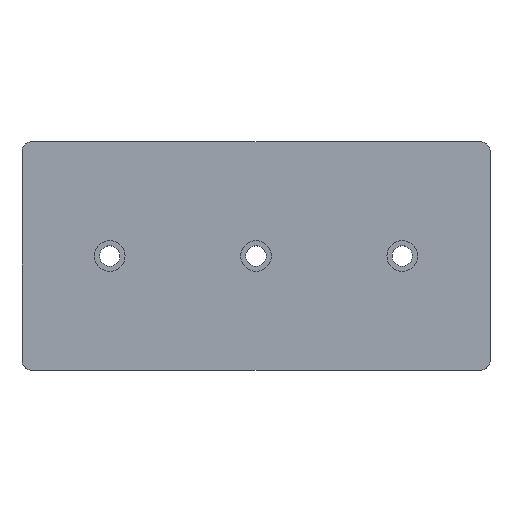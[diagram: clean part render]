
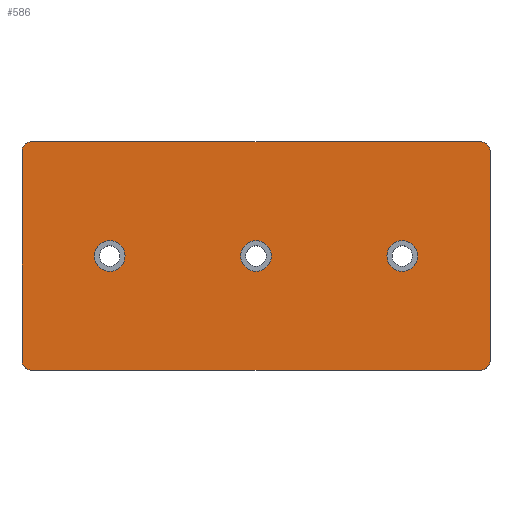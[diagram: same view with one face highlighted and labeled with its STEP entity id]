
A CAD part, top view. The second image highlights one B-rep face of the part: STEP entity #586.
In plain terms, the highlighted planar face has unit normal (0, 0, 1).
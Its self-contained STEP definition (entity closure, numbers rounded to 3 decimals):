
#18=FACE_BOUND('',#97,.T.);
#19=FACE_BOUND('',#98,.T.);
#20=FACE_BOUND('',#99,.T.);
#32=PLANE('',#655);
#58=FACE_OUTER_BOUND('',#96,.T.);
#96=EDGE_LOOP('',(#461,#462,#463,#464,#465,#466,#467,#468));
#97=EDGE_LOOP('',(#469));
#98=EDGE_LOOP('',(#470));
#99=EDGE_LOOP('',(#471));
#145=LINE('',#910,#200);
#149=LINE('',#922,#204);
#153=LINE('',#935,#208);
#166=LINE('',#963,#221);
#200=VECTOR('',#720,1000.);
#204=VECTOR('',#732,1000.);
#208=VECTOR('',#744,1000.);
#221=VECTOR('',#765,1000.);
#242=CIRCLE('',#637,1.5);
#244=CIRCLE('',#641,1.5);
#246=CIRCLE('',#645,1.5);
#248=CIRCLE('',#649,1.5);
#252=CIRCLE('',#656,2.625);
#253=CIRCLE('',#657,2.625);
#254=CIRCLE('',#658,2.625);
#269=VERTEX_POINT('',#880);
#270=VERTEX_POINT('',#882);
#282=VERTEX_POINT('',#908);
#284=VERTEX_POINT('',#914);
#286=VERTEX_POINT('',#920);
#288=VERTEX_POINT('',#926);
#291=VERTEX_POINT('',#933);
#302=VERTEX_POINT('',#958);
#306=VERTEX_POINT('',#974);
#307=VERTEX_POINT('',#976);
#308=VERTEX_POINT('',#978);
#323=EDGE_CURVE('',#270,#269,#242,.T.);
#337=EDGE_CURVE('',#269,#282,#145,.T.);
#340=EDGE_CURVE('',#282,#284,#244,.T.);
#343=EDGE_CURVE('',#284,#286,#149,.T.);
#346=EDGE_CURVE('',#286,#288,#246,.T.);
#349=EDGE_CURVE('',#288,#291,#153,.T.);
#362=EDGE_CURVE('',#291,#302,#248,.T.);
#364=EDGE_CURVE('',#302,#270,#166,.T.);
#370=EDGE_CURVE('',#306,#306,#252,.T.);
#371=EDGE_CURVE('',#307,#307,#253,.T.);
#372=EDGE_CURVE('',#308,#308,#254,.T.);
#461=ORIENTED_EDGE('',*,*,#323,.T.);
#462=ORIENTED_EDGE('',*,*,#337,.T.);
#463=ORIENTED_EDGE('',*,*,#340,.T.);
#464=ORIENTED_EDGE('',*,*,#343,.T.);
#465=ORIENTED_EDGE('',*,*,#346,.T.);
#466=ORIENTED_EDGE('',*,*,#349,.T.);
#467=ORIENTED_EDGE('',*,*,#362,.T.);
#468=ORIENTED_EDGE('',*,*,#364,.T.);
#469=ORIENTED_EDGE('',*,*,#370,.F.);
#470=ORIENTED_EDGE('',*,*,#371,.F.);
#471=ORIENTED_EDGE('',*,*,#372,.F.);
#586=ADVANCED_FACE('',(#58,#18,#19,#20),#32,.T.);
#637=AXIS2_PLACEMENT_3D('',#883,#703,#704);
#641=AXIS2_PLACEMENT_3D('',#916,#726,#727);
#645=AXIS2_PLACEMENT_3D('',#928,#738,#739);
#649=AXIS2_PLACEMENT_3D('',#960,#760,#761);
#655=AXIS2_PLACEMENT_3D('',#973,#776,#777);
#656=AXIS2_PLACEMENT_3D('',#975,#778,#779);
#657=AXIS2_PLACEMENT_3D('',#977,#780,#781);
#658=AXIS2_PLACEMENT_3D('',#979,#782,#783);
#703=DIRECTION('center_axis',(0.,0.,1.));
#704=DIRECTION('ref_axis',(1.,0.,0.));
#720=DIRECTION('',(0.,-1.,0.));
#726=DIRECTION('center_axis',(0.,0.,1.));
#727=DIRECTION('ref_axis',(1.,0.,0.));
#732=DIRECTION('',(1.,0.,0.));
#738=DIRECTION('center_axis',(0.,0.,1.));
#739=DIRECTION('ref_axis',(1.,0.,0.));
#744=DIRECTION('',(0.,1.,0.));
#760=DIRECTION('center_axis',(0.,0.,1.));
#761=DIRECTION('ref_axis',(1.,0.,0.));
#765=DIRECTION('',(-1.,0.,0.));
#776=DIRECTION('center_axis',(0.,0.,1.));
#777=DIRECTION('ref_axis',(1.,0.,0.));
#778=DIRECTION('center_axis',(0.,0.,1.));
#779=DIRECTION('ref_axis',(1.,0.,0.));
#780=DIRECTION('center_axis',(0.,0.,1.));
#781=DIRECTION('ref_axis',(1.,0.,0.));
#782=DIRECTION('center_axis',(0.,0.,1.));
#783=DIRECTION('ref_axis',(1.,0.,0.));
#880=CARTESIAN_POINT('',(-40.,18.,0.));
#882=CARTESIAN_POINT('',(-38.5,19.5,0.));
#883=CARTESIAN_POINT('Origin',(-38.5,18.,0.));
#908=CARTESIAN_POINT('',(-40.,-18.,0.));
#910=CARTESIAN_POINT('',(-40.,18.,0.));
#914=CARTESIAN_POINT('',(-38.5,-19.5,0.));
#916=CARTESIAN_POINT('Origin',(-38.5,-18.,0.));
#920=CARTESIAN_POINT('',(38.5,-19.5,0.));
#922=CARTESIAN_POINT('',(-38.5,-19.5,0.));
#926=CARTESIAN_POINT('',(40.,-18.,0.));
#928=CARTESIAN_POINT('Origin',(38.5,-18.,0.));
#933=CARTESIAN_POINT('',(40.,18.,0.));
#935=CARTESIAN_POINT('',(40.,-18.,0.));
#958=CARTESIAN_POINT('',(38.5,19.5,0.));
#960=CARTESIAN_POINT('Origin',(38.5,18.,0.));
#963=CARTESIAN_POINT('',(38.5,19.5,0.));
#973=CARTESIAN_POINT('Origin',(-38.5,18.,0.));
#974=CARTESIAN_POINT('',(-27.625,0.,0.));
#975=CARTESIAN_POINT('Origin',(-25.,0.,0.));
#976=CARTESIAN_POINT('',(22.375,0.,0.));
#977=CARTESIAN_POINT('Origin',(25.,0.,0.));
#978=CARTESIAN_POINT('',(-2.625,0.,0.));
#979=CARTESIAN_POINT('Origin',(0.,0.,0.));
